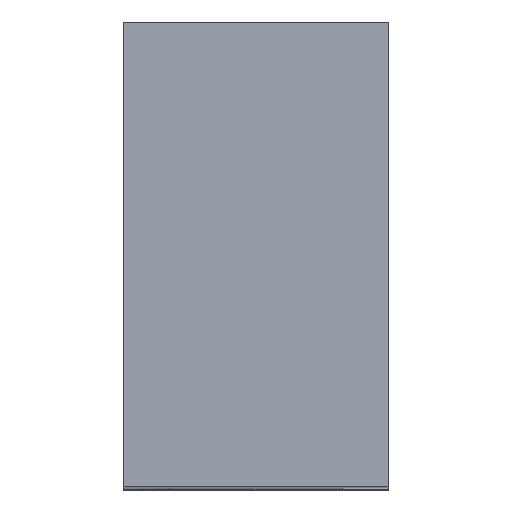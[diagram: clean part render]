
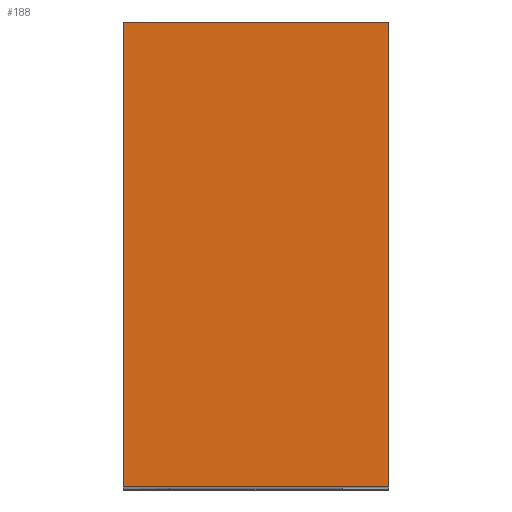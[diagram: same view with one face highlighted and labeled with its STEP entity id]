
A CAD part, top view. The second image highlights one B-rep face of the part: STEP entity #188.
In plain terms, the highlighted planar face has unit normal (0, 0, 1).
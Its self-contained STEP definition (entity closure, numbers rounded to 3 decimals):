
#125=CARTESIAN_POINT('Vertex',(29.05,0.,406.4)) ;
#139=CARTESIAN_POINT('Vertex',(29.05,101.6,406.4)) ;
#142=CARTESIAN_POINT('Line Origine',(29.05,50.8,406.4)) ;
#158=CARTESIAN_POINT('Axis2P3D Location',(0.,101.6,406.4)) ;
#163=CARTESIAN_POINT('Line Origine',(0.,101.6,406.4)) ;
#167=CARTESIAN_POINT('Vertex',(-29.05,101.6,406.4)) ;
#170=CARTESIAN_POINT('Line Origine',(-29.05,50.8,406.4)) ;
#174=CARTESIAN_POINT('Vertex',(-29.05,0.,406.4)) ;
#177=CARTESIAN_POINT('Line Origine',(0.,0.,406.4)) ;
#143=DIRECTION('Vector Direction',(0.,1.,0.)) ;
#159=DIRECTION('Axis2P3D Direction',(-0.,0.,1.)) ;
#160=DIRECTION('Axis2P3D XDirection',(0.,-1.,0.)) ;
#164=DIRECTION('Vector Direction',(1.,0.,0.)) ;
#171=DIRECTION('Vector Direction',(0.,-1.,0.)) ;
#178=DIRECTION('Vector Direction',(1.,0.,0.)) ;
#161=AXIS2_PLACEMENT_3D('Plane Axis2P3D',#158,#159,#160) ;
#183=ORIENTED_EDGE('',*,*,#146,.F.) ;
#184=ORIENTED_EDGE('',*,*,#169,.F.) ;
#185=ORIENTED_EDGE('',*,*,#176,.T.) ;
#186=ORIENTED_EDGE('',*,*,#181,.T.) ;
#144=VECTOR('Line Direction',#143,1.) ;
#165=VECTOR('Line Direction',#164,1.) ;
#172=VECTOR('Line Direction',#171,1.) ;
#179=VECTOR('Line Direction',#178,1.) ;
#188=ADVANCED_FACE('PartBody',(#187),#162,.T.) ;
#146=EDGE_CURVE('',#140,#126,#145,.F.) ;
#169=EDGE_CURVE('',#168,#140,#166,.T.) ;
#176=EDGE_CURVE('',#168,#175,#173,.T.) ;
#181=EDGE_CURVE('',#175,#126,#180,.T.) ;
#182=EDGE_LOOP('',(#183,#184,#185,#186)) ;
#187=FACE_OUTER_BOUND('',#182,.T.) ;
#145=LINE('Line',#142,#144) ;
#166=LINE('Line',#163,#165) ;
#173=LINE('Line',#170,#172) ;
#180=LINE('Line',#177,#179) ;
#162=PLANE('',#161) ;
#126=VERTEX_POINT('',#125) ;
#140=VERTEX_POINT('',#139) ;
#168=VERTEX_POINT('',#167) ;
#175=VERTEX_POINT('',#174) ;
